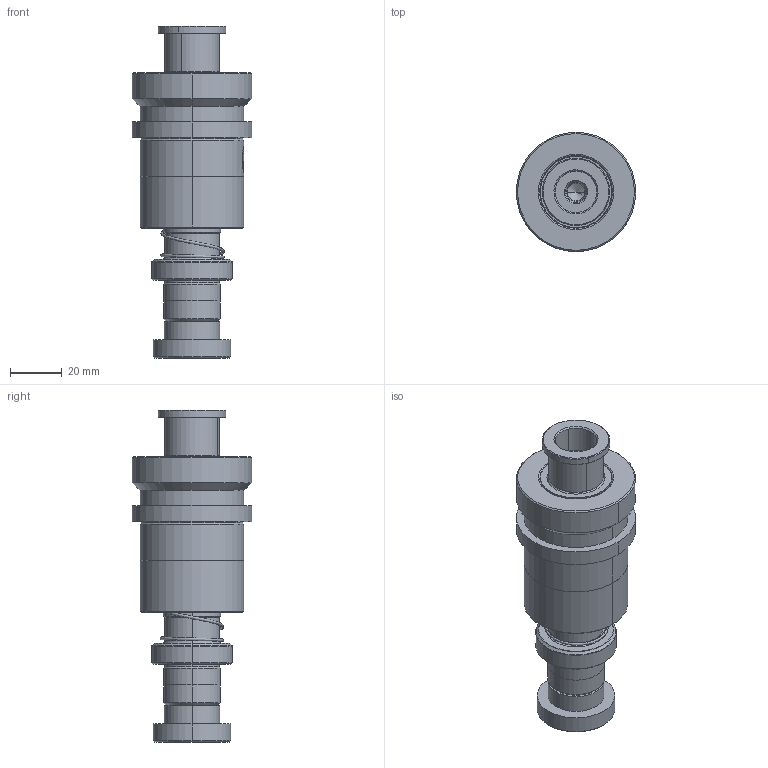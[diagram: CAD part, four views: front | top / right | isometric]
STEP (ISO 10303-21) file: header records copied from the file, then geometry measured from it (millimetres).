
FILE_DESCRIPTION (( 'STEP AP214' ), '1' );
FILE_NAME ('KTSH KTJH-D22-L80(BL60).STEP', '2021-09-09T06:50:04', ( '' ), ( '' ), 'SwSTEP 2.0', 'SolidWorks 2016', '' );
FILE_SCHEMA (( 'AUTOMOTIVE_DESIGN' ));
Length unit declared in the file: millimetre
Products named in the file (245): BALL-D3; GTK-D26-d21; BSH-D27.5-22.5-L60郪蚾; TRPK蹟簽D22; TRPK-D22-L80; KTSH KTJH-D22-L80(BL60); BSH-27.5-22.5-L60; HWP-D24.5-d22.5-L40; TRB22-35-25
Assembly tree (238 placements, depth 3):
  BALL-D3
  BALL-D3
  BALL-D3
  BALL-D3
  BALL-D3
Bounding box: 46 x 46 x 128 mm (x, y, z)
Volume: 101629.1 mm3; surface area: 52940.4 mm2
Topology: 234 solids, 234 shells, 1084 faces, 4525 edges, 2998 vertices
Faces by surface type: sphere 912, cylinder 58, cone 52, plane 32, torus 16, bspline 14
Entity records: 46104 total; most frequent: CARTESIAN_POINT 25657, ORIENTED_EDGE 3560, DIRECTION 3162, EDGE_CURVE 1780, AXIS2_PLACEMENT_3D 1512, VERTEX_POINT 1162, EDGE_LOOP 1092, B_SPLINE_CURVE_WITH_KNOTS 993
